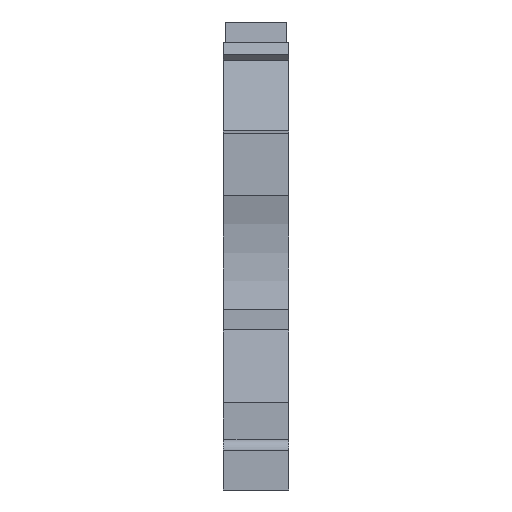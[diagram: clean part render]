
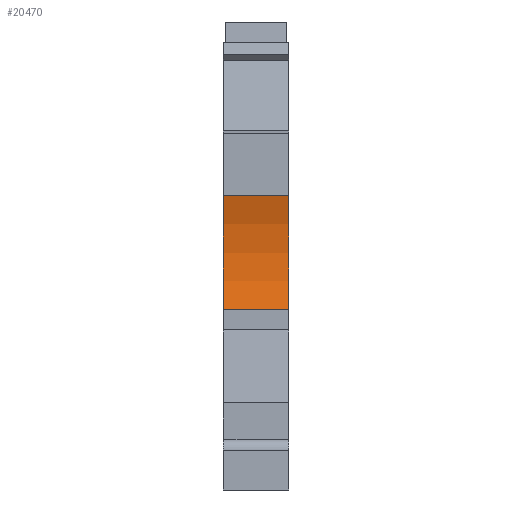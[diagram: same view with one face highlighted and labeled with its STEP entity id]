
A CAD part, front view. The second image highlights one B-rep face of the part: STEP entity #20470.
In plain terms, the highlighted cylindrical face has radius 15 mm (diameter 30 mm), a partial arc.
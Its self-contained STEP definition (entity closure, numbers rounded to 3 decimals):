
#4520=CARTESIAN_POINT('',(-22.368,-30.2,
53.67));
#4530=VERTEX_POINT('',#4520);
#4560=CARTESIAN_POINT('',(-36.677,-25.7,
53.67));
#4570=DIRECTION('',(0.,0.,1.));
#4580=DIRECTION('',(1.,0.,0.));
#4590=AXIS2_PLACEMENT_3D('',#4560,#4570,#4580);
#4600=CIRCLE('',#4590,15.);
#4610=CARTESIAN_POINT('',(-22.368,-21.2,
53.67));
#4620=VERTEX_POINT('',#4610);
#4630=EDGE_CURVE('',#4530,#4620,#4600,.T.);
#6860=CARTESIAN_POINT('',(-22.368,-21.2,
48.52));
#6870=VERTEX_POINT('',#6860);
#6900=CARTESIAN_POINT('',(-36.677,-25.7,
48.52));
#6910=DIRECTION('',(0.,0.,1.));
#6920=DIRECTION('',(1.,0.,0.));
#6930=AXIS2_PLACEMENT_3D('',#6900,#6910,#6920);
#6940=CIRCLE('',#6930,15.);
#6950=CARTESIAN_POINT('',(-22.368,-30.2,
48.52));
#6960=VERTEX_POINT('',#6950);
#6970=EDGE_CURVE('',#6960,#6870,#6940,.T.);
#20080=CARTESIAN_POINT('',(-22.368,-30.2,53.67));
#20090=DIRECTION('',(0.,0.,-1.));
#20100=VECTOR('',#20090,1.);
#20110=LINE('',#20080,#20100);
#20120=EDGE_CURVE('',#4530,#6960,#20110,.T.);
#20310=CARTESIAN_POINT('',(-36.677,-25.7,53.67));
#20320=DIRECTION('',(0.,0.,1.));
#20330=DIRECTION('',(1.,0.,0.));
#20340=AXIS2_PLACEMENT_3D('',#20310,#20320,#20330);
#20350=CYLINDRICAL_SURFACE('',#20340,15.);
#20360=ORIENTED_EDGE('',*,*,#6970,.F.);
#20370=CARTESIAN_POINT('',(-22.368,-21.2,53.67));
#20380=DIRECTION('',(0.,0.,-1.));
#20390=VECTOR('',#20380,1.);
#20400=LINE('',#20370,#20390);
#20410=EDGE_CURVE('',#4620,#6870,#20400,.T.);
#20420=ORIENTED_EDGE('',*,*,#20410,.T.);
#20430=ORIENTED_EDGE('',*,*,#4630,.T.);
#20440=ORIENTED_EDGE('',*,*,#20120,.F.);
#20450=EDGE_LOOP('',(#20440,#20430,#20420,#20360));
#20460=FACE_OUTER_BOUND('',#20450,.T.);
#20470=ADVANCED_FACE('',(#20460),#20350,.F.);
